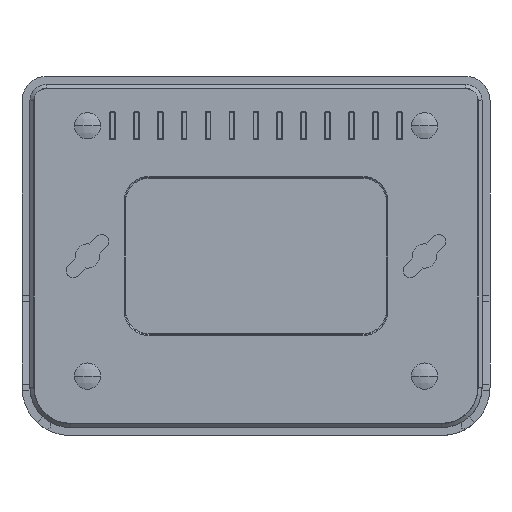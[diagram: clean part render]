
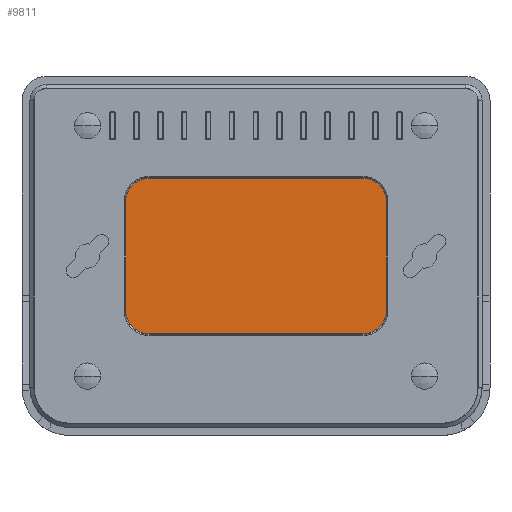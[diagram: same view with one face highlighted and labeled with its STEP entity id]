
A CAD part, front view. The second image highlights one B-rep face of the part: STEP entity #9811.
In plain terms, the highlighted planar face has unit normal (0, -1, 0).
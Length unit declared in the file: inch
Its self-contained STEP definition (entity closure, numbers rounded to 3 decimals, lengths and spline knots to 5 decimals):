
#95 = CARTESIAN_POINT ( 'NONE',  ( 1.615, -0.605, 0.675 ) ) ;
#477 = VERTEX_POINT ( 'NONE', #24320 ) ;
#674 = DIRECTION ( 'NONE',  ( 0., -1., 0. ) ) ;
#857 = CARTESIAN_POINT ( 'NONE',  ( -1.615, -0.605, 0.675 ) ) ;
#1016 = AXIS2_PLACEMENT_3D ( 'NONE', #11922, #674, #13806 ) ;
#1140 = CIRCLE ( 'NONE', #14664, 0.29 ) ;
#2585 = ORIENTED_EDGE ( 'NONE', *, *, #15458, .T. ) ;
#2925 = CARTESIAN_POINT ( 'NONE',  ( 1.325, -0.605, -0.965 ) ) ;
#2982 = AXIS2_PLACEMENT_3D ( 'NONE', #16135, #4950, #18041 ) ;
#3275 = VECTOR ( 'NONE', #21677, 39.37008 ) ;
#4496 = EDGE_CURVE ( 'NONE', #23374, #6145, #12418, .T. ) ;
#4504 = CARTESIAN_POINT ( 'NONE',  ( 0., -0.605, -0.965 ) ) ;
#4632 = VECTOR ( 'NONE', #11039, 39.37008 ) ;
#4793 = ORIENTED_EDGE ( 'NONE', *, *, #18058, .T. ) ;
#4950 = DIRECTION ( 'NONE',  ( 0., -1., 0. ) ) ;
#5407 = VERTEX_POINT ( 'NONE', #857 ) ;
#5690 = ORIENTED_EDGE ( 'NONE', *, *, #24185, .T. ) ;
#6107 = DIRECTION ( 'NONE',  ( 0., -1., 0. ) ) ;
#6145 = VERTEX_POINT ( 'NONE', #2925 ) ;
#6756 = VERTEX_POINT ( 'NONE', #7128 ) ;
#7128 = CARTESIAN_POINT ( 'NONE',  ( -1.325, -0.605, 0.965 ) ) ;
#7937 = CARTESIAN_POINT ( 'NONE',  ( -1.325, -0.605, -0.675 ) ) ;
#8034 = EDGE_CURVE ( 'NONE', #18184, #23374, #14058, .T. ) ;
#8920 = ORIENTED_EDGE ( 'NONE', *, *, #8034, .T. ) ;
#9138 = CARTESIAN_POINT ( 'NONE',  ( 0., -0.605, 0.965 ) ) ;
#9144 = AXIS2_PLACEMENT_3D ( 'NONE', #7937, #21119, #9870 ) ;
#9466 = CIRCLE ( 'NONE', #18809, 0.29 ) ;
#9472 = EDGE_CURVE ( 'NONE', #17075, #477, #9466, .T. ) ;
#9811 = ADVANCED_FACE ( 'NONE', ( #11190 ), #13729, .T. ) ;
#9870 = DIRECTION ( 'NONE',  ( 0., 0., -1. ) ) ;
#10682 = CIRCLE ( 'NONE', #2982, 0.29 ) ;
#10946 = DIRECTION ( 'NONE',  ( 0., -1., 0. ) ) ;
#11039 = DIRECTION ( 'NONE',  ( -1., 0., 0. ) ) ;
#11190 = FACE_OUTER_BOUND ( 'NONE', #14107, .T. ) ;
#11197 = DIRECTION ( 'NONE',  ( 0., 0., 1. ) ) ;
#11862 = VECTOR ( 'NONE', #17581, 39.37008 ) ;
#11922 = CARTESIAN_POINT ( 'NONE',  ( 0., -0.605, 0. ) ) ;
#12418 = LINE ( 'NONE', #4504, #11862 ) ;
#12626 = ORIENTED_EDGE ( 'NONE', *, *, #13106, .T. ) ;
#13024 = ORIENTED_EDGE ( 'NONE', *, *, #20332, .T. ) ;
#13106 = EDGE_CURVE ( 'NONE', #5407, #18184, #23250, .T. ) ;
#13493 = CARTESIAN_POINT ( 'NONE',  ( -1.615, -0.605, -0.675 ) ) ;
#13690 = VERTEX_POINT ( 'NONE', #14997 ) ;
#13729 = PLANE ( 'NONE',  #1016 ) ;
#13806 = DIRECTION ( 'NONE',  ( 0., 0., -1. ) ) ;
#14058 = CIRCLE ( 'NONE', #9144, 0.29 ) ;
#14107 = EDGE_LOOP ( 'NONE', ( #13024, #2585, #12626, #8920, #17838, #5690, #4793, #18508 ) ) ;
#14664 = AXIS2_PLACEMENT_3D ( 'NONE', #17333, #6107, #19231 ) ;
#14997 = CARTESIAN_POINT ( 'NONE',  ( 1.615, -0.605, -0.675 ) ) ;
#15404 = VECTOR ( 'NONE', #11197, 39.37008 ) ;
#15458 = EDGE_CURVE ( 'NONE', #6756, #5407, #1140, .T. ) ;
#16135 = CARTESIAN_POINT ( 'NONE',  ( 1.325, -0.605, -0.675 ) ) ;
#16951 = CARTESIAN_POINT ( 'NONE',  ( -1.325, -0.605, -0.965 ) ) ;
#17075 = VERTEX_POINT ( 'NONE', #95 ) ;
#17333 = CARTESIAN_POINT ( 'NONE',  ( -1.325, -0.605, 0.675 ) ) ;
#17581 = DIRECTION ( 'NONE',  ( 1., 0., 0. ) ) ;
#17807 = CARTESIAN_POINT ( 'NONE',  ( -1.615, -0.605, 0. ) ) ;
#17838 = ORIENTED_EDGE ( 'NONE', *, *, #4496, .T. ) ;
#18041 = DIRECTION ( 'NONE',  ( 0., 0., -1. ) ) ;
#18058 = EDGE_CURVE ( 'NONE', #13690, #17075, #24201, .T. ) ;
#18184 = VERTEX_POINT ( 'NONE', #13493 ) ;
#18508 = ORIENTED_EDGE ( 'NONE', *, *, #9472, .T. ) ;
#18809 = AXIS2_PLACEMENT_3D ( 'NONE', #22206, #10946, #24064 ) ;
#19231 = DIRECTION ( 'NONE',  ( 0., 0., -1. ) ) ;
#19595 = LINE ( 'NONE', #9138, #4632 ) ;
#20332 = EDGE_CURVE ( 'NONE', #477, #6756, #19595, .T. ) ;
#21119 = DIRECTION ( 'NONE',  ( 0., -1., 0. ) ) ;
#21677 = DIRECTION ( 'NONE',  ( 0., 0., -1. ) ) ;
#22206 = CARTESIAN_POINT ( 'NONE',  ( 1.325, -0.605, 0.675 ) ) ;
#22458 = CARTESIAN_POINT ( 'NONE',  ( 1.615, -0.605, 0. ) ) ;
#23250 = LINE ( 'NONE', #17807, #3275 ) ;
#23374 = VERTEX_POINT ( 'NONE', #16951 ) ;
#24064 = DIRECTION ( 'NONE',  ( 0., 0., -1. ) ) ;
#24185 = EDGE_CURVE ( 'NONE', #6145, #13690, #10682, .T. ) ;
#24201 = LINE ( 'NONE', #22458, #15404 ) ;
#24320 = CARTESIAN_POINT ( 'NONE',  ( 1.325, -0.605, 0.965 ) ) ;
